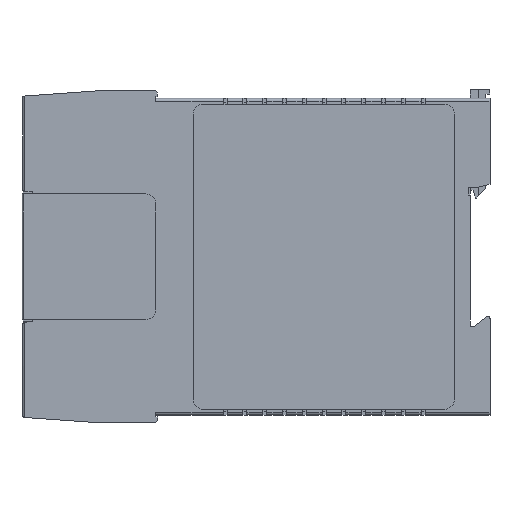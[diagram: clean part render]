
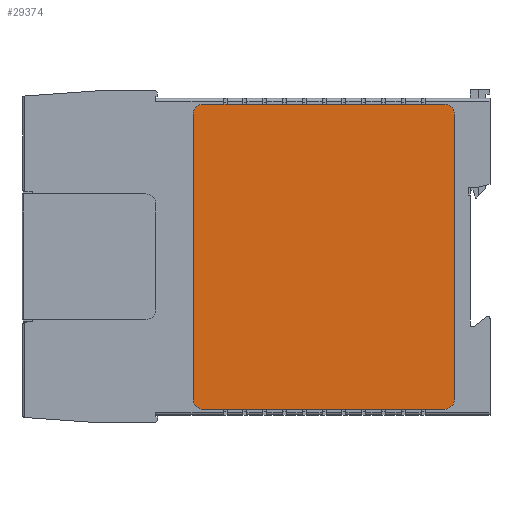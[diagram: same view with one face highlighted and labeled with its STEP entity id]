
A CAD part, left-side view. The second image highlights one B-rep face of the part: STEP entity #29374.
In plain terms, the highlighted planar face has unit normal (-1, 0, 0).
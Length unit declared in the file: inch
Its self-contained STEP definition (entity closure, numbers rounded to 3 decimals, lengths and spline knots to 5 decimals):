
#205=CARTESIAN_POINT('',(-0.89583,2.85433,
-1.41732));
#206=DIRECTION('',(-1.,0.,0.));
#207=DIRECTION('',(0.,1.,0.));
#208=AXIS2_PLACEMENT_3D('',#205,#206,#207);
#210=DIRECTION('',(0.,0.,1.));
#211=VECTOR('',#210,2.83465);
#212=CARTESIAN_POINT('',(-0.89583,2.95276,
-1.41732));
#213=LINE('',#212,#211);
#214=CARTESIAN_POINT('',(-0.89583,2.85433,1.41732));
#215=DIRECTION('',(-1.,0.,0.));
#216=DIRECTION('',(0.,0.,1.));
#217=AXIS2_PLACEMENT_3D('',#214,#215,#216);
#219=DIRECTION('',(0.,-1.,0.));
#220=VECTOR('',#219,2.40157);
#221=CARTESIAN_POINT('',(-0.89583,2.85433,1.51575));
#222=LINE('',#221,#220);
#223=CARTESIAN_POINT('',(-0.89583,0.45276,
1.41732));
#224=DIRECTION('',(-1.,0.,0.));
#225=DIRECTION('',(0.,-1.,0.));
#226=AXIS2_PLACEMENT_3D('',#223,#224,#225);
#228=DIRECTION('',(0.,0.,-1.));
#229=VECTOR('',#228,2.83465);
#230=CARTESIAN_POINT('',(-0.89583,0.35433,
1.41732));
#231=LINE('',#230,#229);
#232=CARTESIAN_POINT('',(-0.89583,0.45276,
-1.41732));
#233=DIRECTION('',(-1.,0.,0.));
#234=DIRECTION('',(0.,0.,-1.));
#235=AXIS2_PLACEMENT_3D('',#232,#233,#234);
#237=DIRECTION('',(0.,1.,0.));
#238=VECTOR('',#237,2.40157);
#239=CARTESIAN_POINT('',(-0.89583,0.45276,
-1.51575));
#240=LINE('',#239,#238);
#28017=CARTESIAN_POINT('',(-0.89583,2.95276,
-1.41732));
#28018=CARTESIAN_POINT('',(-0.89583,2.85433,
-1.51575));
#28019=VERTEX_POINT('',#28017);
#28020=VERTEX_POINT('',#28018);
#28021=CARTESIAN_POINT('',(-0.89583,2.85433,
1.51575));
#28022=CARTESIAN_POINT('',(-0.89583,2.95276,
1.41732));
#28023=VERTEX_POINT('',#28021);
#28024=VERTEX_POINT('',#28022);
#28025=CARTESIAN_POINT('',(-0.89583,0.35433,
1.41732));
#28026=CARTESIAN_POINT('',(-0.89583,0.45276,
1.51575));
#28027=VERTEX_POINT('',#28025);
#28028=VERTEX_POINT('',#28026);
#28029=CARTESIAN_POINT('',(-0.89583,0.45276,
-1.51575));
#28030=CARTESIAN_POINT('',(-0.89583,0.35433,
-1.41732));
#28031=VERTEX_POINT('',#28029);
#28032=VERTEX_POINT('',#28030);
#29354=CARTESIAN_POINT('',(-0.89583,1.65354,0.));
#29355=DIRECTION('',(1.,0.,0.));
#29356=DIRECTION('',(0.,0.,-1.));
#29357=AXIS2_PLACEMENT_3D('',#29354,#29355,#29356);
#29358=PLANE('',#29357);
#29360=ORIENTED_EDGE('',*,*,#29359,.F.);
#29361=ORIENTED_EDGE('',*,*,#29334,.T.);
#29362=ORIENTED_EDGE('',*,*,#29348,.F.);
#29363=ORIENTED_EDGE('',*,*,#29220,.T.);
#29365=ORIENTED_EDGE('',*,*,#29364,.F.);
#29367=ORIENTED_EDGE('',*,*,#29366,.T.);
#29369=ORIENTED_EDGE('',*,*,#29368,.F.);
#29371=ORIENTED_EDGE('',*,*,#29370,.T.);
#29372=EDGE_LOOP('',(#29360,#29361,#29362,#29363,#29365,#29367,#29369,#29371));
#29373=FACE_OUTER_BOUND('',#29372,.F.);
#29374=ADVANCED_FACE('',(#29373),#29358,.F.);
#209=CIRCLE('',#208,0.09843);
#218=CIRCLE('',#217,0.09843);
#227=CIRCLE('',#226,0.09843);
#236=CIRCLE('',#235,0.09843);
#29220=EDGE_CURVE('',#28023,#28028,#222,.T.);
#29334=EDGE_CURVE('',#28019,#28024,#213,.T.);
#29348=EDGE_CURVE('',#28023,#28024,#218,.T.);
#29359=EDGE_CURVE('',#28019,#28020,#209,.T.);
#29364=EDGE_CURVE('',#28027,#28028,#227,.T.);
#29366=EDGE_CURVE('',#28027,#28032,#231,.T.);
#29368=EDGE_CURVE('',#28031,#28032,#236,.T.);
#29370=EDGE_CURVE('',#28031,#28020,#240,.T.);
